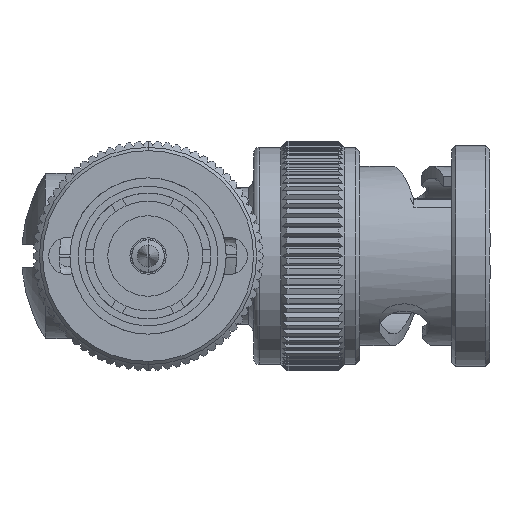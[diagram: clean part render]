
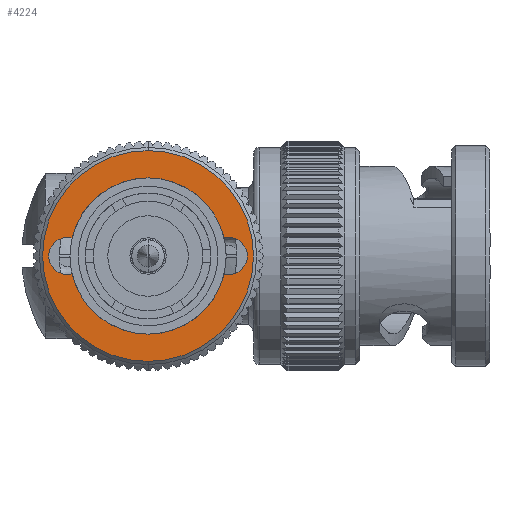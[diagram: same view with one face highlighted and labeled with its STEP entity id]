
A CAD part, left-side view. The second image highlights one B-rep face of the part: STEP entity #4224.
In plain terms, the highlighted face is planar.
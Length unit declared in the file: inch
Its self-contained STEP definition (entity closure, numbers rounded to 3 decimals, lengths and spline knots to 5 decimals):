
#575 = EDGE_CURVE ( 'NONE', #30338, #3742, #13909, .T. ) ;
#705 = CARTESIAN_POINT ( 'NONE',  ( 0.194, 0., 0. ) ) ;
#1803 = VERTEX_POINT ( 'NONE', #60135 ) ;
#1938 = DIRECTION ( 'NONE',  ( 0., 0., 1. ) ) ;
#2486 = VERTEX_POINT ( 'NONE', #29592 ) ;
#2685 = CARTESIAN_POINT ( 'NONE',  ( -0.0451, -0.18868, 0. ) ) ;
#3397 = CARTESIAN_POINT ( 'NONE',  ( 0., 0., 0. ) ) ;
#3726 = EDGE_CURVE ( 'NONE', #27025, #1803, #34484, .T. ) ;
#3742 = VERTEX_POINT ( 'NONE', #2685 ) ;
#3909 = CARTESIAN_POINT ( 'NONE',  ( -0.0451, 0.18868, 0. ) ) ;
#4224 = ADVANCED_FACE ( 'NONE', ( #52281, #42258 ), #37072, .T. ) ;
#4613 = CIRCLE ( 'NONE', #50928, 0.0465 ) ;
#5455 = AXIS2_PLACEMENT_3D ( 'NONE', #30833, #61892, #45350 ) ;
#6074 = ORIENTED_EDGE ( 'NONE', *, *, #59216, .F. ) ;
#6923 = DIRECTION ( 'NONE',  ( 1., 0., 0. ) ) ;
#6996 = ORIENTED_EDGE ( 'NONE', *, *, #13259, .T. ) ;
#7164 = DIRECTION ( 'NONE',  ( 1., 0., 0. ) ) ;
#7178 = DIRECTION ( 'NONE',  ( 1., 0., 0. ) ) ;
#7578 = DIRECTION ( 'NONE',  ( 0., 0., 1. ) ) ;
#7919 = CIRCLE ( 'NONE', #59751, 0.26181 ) ;
#8566 = DIRECTION ( 'NONE',  ( 0., 0., 1. ) ) ;
#9591 = DIRECTION ( 'NONE',  ( 1., 0., 0. ) ) ;
#11208 = DIRECTION ( 'NONE',  ( 1., 0., 0. ) ) ;
#12709 = CARTESIAN_POINT ( 'NONE',  ( 0., -0.2, 0. ) ) ;
#13246 = VERTEX_POINT ( 'NONE', #18136 ) ;
#13259 = EDGE_CURVE ( 'NONE', #56254, #2486, #53838, .T. ) ;
#13476 = EDGE_LOOP ( 'NONE', ( #6996, #50850 ) ) ;
#13486 = CARTESIAN_POINT ( 'NONE',  ( 0., 0., 0. ) ) ;
#13909 = CIRCLE ( 'NONE', #19422, 0.194 ) ;
#14078 = EDGE_CURVE ( 'NONE', #46915, #30338, #40059, .T. ) ;
#14423 = DIRECTION ( 'NONE',  ( 1., 0., 0. ) ) ;
#15179 = DIRECTION ( 'NONE',  ( -1., 0., 0. ) ) ;
#15497 = ORIENTED_EDGE ( 'NONE', *, *, #34310, .F. ) ;
#15921 = EDGE_CURVE ( 'NONE', #60485, #27025, #39173, .T. ) ;
#17036 = CARTESIAN_POINT ( 'NONE',  ( 0., 0.2, 0. ) ) ;
#17455 = AXIS2_PLACEMENT_3D ( 'NONE', #60672, #8566, #9591 ) ;
#17704 = CARTESIAN_POINT ( 'NONE',  ( 0.0465, -0.2, 0. ) ) ;
#18136 = CARTESIAN_POINT ( 'NONE',  ( 0.0465, 0.2, 0. ) ) ;
#18986 = DIRECTION ( 'NONE',  ( 1., 0., 0. ) ) ;
#19091 = AXIS2_PLACEMENT_3D ( 'NONE', #42931, #26041, #11208 ) ;
#19422 = AXIS2_PLACEMENT_3D ( 'NONE', #53857, #7578, #6923 ) ;
#20783 = ORIENTED_EDGE ( 'NONE', *, *, #14078, .F. ) ;
#21656 = ORIENTED_EDGE ( 'NONE', *, *, #31169, .F. ) ;
#23276 = CARTESIAN_POINT ( 'NONE',  ( 0.0451, 0.18868, 0. ) ) ;
#23447 = DIRECTION ( 'NONE',  ( 0., 0., 1. ) ) ;
#26041 = DIRECTION ( 'NONE',  ( 0., 0., 1. ) ) ;
#27025 = VERTEX_POINT ( 'NONE', #17704 ) ;
#27512 = ORIENTED_EDGE ( 'NONE', *, *, #48487, .F. ) ;
#28765 = ORIENTED_EDGE ( 'NONE', *, *, #575, .F. ) ;
#29592 = CARTESIAN_POINT ( 'NONE',  ( 0.26181, 0., 0. ) ) ;
#30338 = VERTEX_POINT ( 'NONE', #35525 ) ;
#30833 = CARTESIAN_POINT ( 'NONE',  ( 0., -0.2, 0. ) ) ;
#31091 = DIRECTION ( 'NONE',  ( 0., 0., 1. ) ) ;
#31169 = EDGE_CURVE ( 'NONE', #13246, #48302, #4613, .T. ) ;
#31677 = CARTESIAN_POINT ( 'NONE',  ( -0.0465, 0.2, 0. ) ) ;
#31759 = AXIS2_PLACEMENT_3D ( 'NONE', #38880, #1938, #44389 ) ;
#32241 = CARTESIAN_POINT ( 'NONE',  ( 0., 0.2, 0. ) ) ;
#32561 = DIRECTION ( 'NONE',  ( 0., 0., 1. ) ) ;
#32589 = DIRECTION ( 'NONE',  ( -1., 0., 0. ) ) ;
#33131 = VERTEX_POINT ( 'NONE', #23276 ) ;
#33755 = DIRECTION ( 'NONE',  ( 0., 0., 1. ) ) ;
#34310 = EDGE_CURVE ( 'NONE', #3742, #60485, #51776, .T. ) ;
#34484 = CIRCLE ( 'NONE', #47754, 0.0465 ) ;
#35084 = DIRECTION ( 'NONE',  ( 0., 0., 1. ) ) ;
#35127 = CARTESIAN_POINT ( 'NONE',  ( 0., 0., 0. ) ) ;
#35525 = CARTESIAN_POINT ( 'NONE',  ( -0.194, 0., 0. ) ) ;
#37072 = PLANE ( 'NONE',  #19091 ) ;
#37545 = CARTESIAN_POINT ( 'NONE',  ( -0.0465, -0.2, 0. ) ) ;
#37598 = EDGE_CURVE ( 'NONE', #2486, #56254, #7919, .T. ) ;
#37977 = ORIENTED_EDGE ( 'NONE', *, *, #15921, .F. ) ;
#38880 = CARTESIAN_POINT ( 'NONE',  ( 0., 0., 0. ) ) ;
#39173 = CIRCLE ( 'NONE', #51288, 0.0465 ) ;
#40059 = CIRCLE ( 'NONE', #43415, 0.194 ) ;
#40273 = CARTESIAN_POINT ( 'NONE',  ( 0., -0.2, 0. ) ) ;
#42258 = FACE_OUTER_BOUND ( 'NONE', #13476, .T. ) ;
#42931 = CARTESIAN_POINT ( 'NONE',  ( 0.26181, 0., 0. ) ) ;
#43415 = AXIS2_PLACEMENT_3D ( 'NONE', #13486, #65897, #18986 ) ;
#43606 = DIRECTION ( 'NONE',  ( -1., 0., 0. ) ) ;
#44389 = DIRECTION ( 'NONE',  ( 1., 0., 0. ) ) ;
#45350 = DIRECTION ( 'NONE',  ( 1., 0., 0. ) ) ;
#46268 = AXIS2_PLACEMENT_3D ( 'NONE', #46642, #31091, #15179 ) ;
#46642 = CARTESIAN_POINT ( 'NONE',  ( 0., 0.2, 0. ) ) ;
#46915 = VERTEX_POINT ( 'NONE', #3909 ) ;
#47327 = EDGE_CURVE ( 'NONE', #1803, #66040, #65971, .T. ) ;
#47754 = AXIS2_PLACEMENT_3D ( 'NONE', #12709, #33755, #7178 ) ;
#48020 = ORIENTED_EDGE ( 'NONE', *, *, #3726, .F. ) ;
#48302 = VERTEX_POINT ( 'NONE', #31677 ) ;
#48474 = CIRCLE ( 'NONE', #53941, 0.0465 ) ;
#48487 = EDGE_CURVE ( 'NONE', #33131, #13246, #48474, .T. ) ;
#50850 = ORIENTED_EDGE ( 'NONE', *, *, #37598, .T. ) ;
#50928 = AXIS2_PLACEMENT_3D ( 'NONE', #32241, #32561, #43606 ) ;
#51288 = AXIS2_PLACEMENT_3D ( 'NONE', #40273, #35084, #7164 ) ;
#51776 = CIRCLE ( 'NONE', #5455, 0.0465 ) ;
#52045 = DIRECTION ( 'NONE',  ( 0., 0., 1. ) ) ;
#52281 = FACE_BOUND ( 'NONE', #66239, .T. ) ;
#52982 = DIRECTION ( 'NONE',  ( 0., 0., 1. ) ) ;
#53838 = CIRCLE ( 'NONE', #31759, 0.26181 ) ;
#53857 = CARTESIAN_POINT ( 'NONE',  ( 0., 0., 0. ) ) ;
#53941 = AXIS2_PLACEMENT_3D ( 'NONE', #17036, #52982, #32589 ) ;
#56254 = VERTEX_POINT ( 'NONE', #63071 ) ;
#57043 = EDGE_CURVE ( 'NONE', #48302, #46915, #62741, .T. ) ;
#59216 = EDGE_CURVE ( 'NONE', #66040, #33131, #62666, .T. ) ;
#59751 = AXIS2_PLACEMENT_3D ( 'NONE', #35127, #52045, #14423 ) ;
#60135 = CARTESIAN_POINT ( 'NONE',  ( 0.0451, -0.18868, 0. ) ) ;
#60485 = VERTEX_POINT ( 'NONE', #37545 ) ;
#60672 = CARTESIAN_POINT ( 'NONE',  ( 0., 0., 0. ) ) ;
#60673 = DIRECTION ( 'NONE',  ( 1., 0., 0. ) ) ;
#61892 = DIRECTION ( 'NONE',  ( 0., 0., 1. ) ) ;
#62666 = CIRCLE ( 'NONE', #65940, 0.194 ) ;
#62741 = CIRCLE ( 'NONE', #46268, 0.0465 ) ;
#63071 = CARTESIAN_POINT ( 'NONE',  ( -0.26181, 0., 0. ) ) ;
#63641 = ORIENTED_EDGE ( 'NONE', *, *, #47327, .F. ) ;
#64150 = ORIENTED_EDGE ( 'NONE', *, *, #57043, .F. ) ;
#65897 = DIRECTION ( 'NONE',  ( 0., 0., 1. ) ) ;
#65940 = AXIS2_PLACEMENT_3D ( 'NONE', #3397, #23447, #60673 ) ;
#65971 = CIRCLE ( 'NONE', #17455, 0.194 ) ;
#66040 = VERTEX_POINT ( 'NONE', #705 ) ;
#66239 = EDGE_LOOP ( 'NONE', ( #20783, #64150, #21656, #27512, #6074, #63641, #48020, #37977, #15497, #28765 ) ) ;
